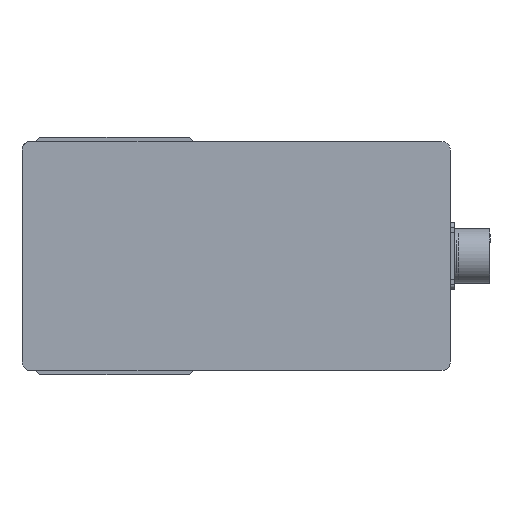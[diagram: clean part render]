
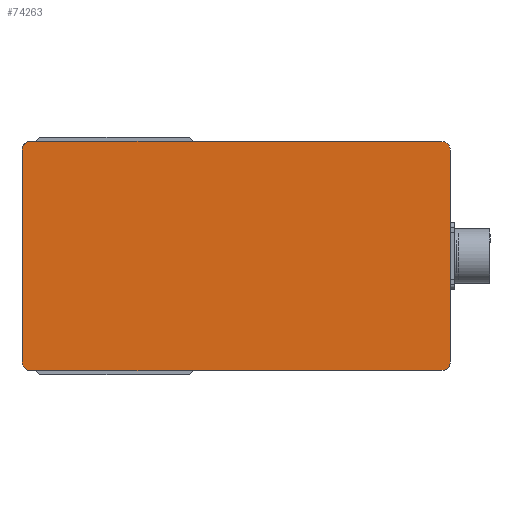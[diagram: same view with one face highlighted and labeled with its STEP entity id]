
A CAD part, front view. The second image highlights one B-rep face of the part: STEP entity #74263.
In plain terms, the highlighted face is planar.
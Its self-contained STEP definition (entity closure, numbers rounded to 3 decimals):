
#1855 = CARTESIAN_POINT ( 'NONE',  ( -65.001, -47.5, -141. ) ) ;
#4402 = CARTESIAN_POINT ( 'NONE',  ( -60., 185.5, -141. ) ) ;
#7129 = CARTESIAN_POINT ( 'NONE',  ( -65.001, -47.5, -141. ) ) ;
#8240 = DIRECTION ( 'NONE',  ( 0., 0., -1. ) ) ;
#8572 = ORIENTED_EDGE ( 'NONE', *, *, #53244, .T. ) ;
#9341 = ORIENTED_EDGE ( 'NONE', *, *, #76275, .T. ) ;
#9395 = ORIENTED_EDGE ( 'NONE', *, *, #63045, .T. ) ;
#10768 = VECTOR ( 'NONE', #50366, 1000. ) ;
#11200 = CARTESIAN_POINT ( 'NONE',  ( 60., -47.5, -141. ) ) ;
#12911 = AXIS2_PLACEMENT_3D ( 'NONE', #22652, #66260, #27866 ) ;
#13177 = CIRCLE ( 'NONE', #20945, 5.001 ) ;
#13463 = CARTESIAN_POINT ( 'NONE',  ( 60., -47.5, -141. ) ) ;
#14035 = LINE ( 'NONE', #75345, #33422 ) ;
#14050 = EDGE_CURVE ( 'NONE', #29177, #14386, #17413, .T. ) ;
#14386 = VERTEX_POINT ( 'NONE', #32043 ) ;
#17204 = EDGE_LOOP ( 'NONE', ( #48748, #67811, #74911, #9341, #46629, #8572, #38075, #9395 ) ) ;
#17413 = CIRCLE ( 'NONE', #49330, 5.001 ) ;
#19213 = DIRECTION ( 'NONE',  ( 1., 0., 0. ) ) ;
#20660 = CARTESIAN_POINT ( 'NONE',  ( 65.001, -47.5, -141. ) ) ;
#20945 = AXIS2_PLACEMENT_3D ( 'NONE', #58083, #63713, #75370 ) ;
#22652 = CARTESIAN_POINT ( 'NONE',  ( 60., 185.5, -141. ) ) ;
#24683 = CARTESIAN_POINT ( 'NONE',  ( -60., -52.501, -141. ) ) ;
#25578 = VECTOR ( 'NONE', #19213, 1000. ) ;
#25717 = CARTESIAN_POINT ( 'NONE',  ( 65.001, 185.5, -141. ) ) ;
#25745 = CIRCLE ( 'NONE', #12911, 5.001 ) ;
#26850 = CIRCLE ( 'NONE', #33270, 5.001 ) ;
#27213 = CARTESIAN_POINT ( 'NONE',  ( -60., 190.501, -141. ) ) ;
#27866 = DIRECTION ( 'NONE',  ( -1., 0., 0. ) ) ;
#29177 = VERTEX_POINT ( 'NONE', #47979 ) ;
#31909 = CARTESIAN_POINT ( 'NONE',  ( 60., 190.501, -141. ) ) ;
#32043 = CARTESIAN_POINT ( 'NONE',  ( -60., 190.501, -141. ) ) ;
#33270 = AXIS2_PLACEMENT_3D ( 'NONE', #11200, #52086, #58080 ) ;
#33422 = VECTOR ( 'NONE', #55707, 1000. ) ;
#33948 = VERTEX_POINT ( 'NONE', #20660 ) ;
#37769 = VECTOR ( 'NONE', #48546, 1000. ) ;
#37986 = LINE ( 'NONE', #7129, #10768 ) ;
#38021 = LINE ( 'NONE', #27213, #25578 ) ;
#38075 = ORIENTED_EDGE ( 'NONE', *, *, #57274, .T. ) ;
#38670 = CARTESIAN_POINT ( 'NONE',  ( 65.001, 185.5, -141. ) ) ;
#38696 = FACE_OUTER_BOUND ( 'NONE', #17204, .T. ) ;
#46401 = VERTEX_POINT ( 'NONE', #24683 ) ;
#46519 = DIRECTION ( 'NONE',  ( 0., 0., -1. ) ) ;
#46629 = ORIENTED_EDGE ( 'NONE', *, *, #14050, .T. ) ;
#47411 = VERTEX_POINT ( 'NONE', #38670 ) ;
#47979 = CARTESIAN_POINT ( 'NONE',  ( -65.001, 185.5, -141. ) ) ;
#48546 = DIRECTION ( 'NONE',  ( 0., -1., 0. ) ) ;
#48748 = ORIENTED_EDGE ( 'NONE', *, *, #73738, .T. ) ;
#49330 = AXIS2_PLACEMENT_3D ( 'NONE', #4402, #46519, #53693 ) ;
#49962 = VERTEX_POINT ( 'NONE', #1855 ) ;
#50366 = DIRECTION ( 'NONE',  ( 0., 1., 0. ) ) ;
#51812 = VERTEX_POINT ( 'NONE', #65356 ) ;
#52086 = DIRECTION ( 'NONE',  ( 0., 0., -1. ) ) ;
#53244 = EDGE_CURVE ( 'NONE', #14386, #77831, #38021, .T. ) ;
#53693 = DIRECTION ( 'NONE',  ( -1., 0., 0. ) ) ;
#55707 = DIRECTION ( 'NONE',  ( -1., 0., 0. ) ) ;
#56836 = EDGE_CURVE ( 'NONE', #51812, #46401, #14035, .T. ) ;
#57274 = EDGE_CURVE ( 'NONE', #77831, #47411, #25745, .T. ) ;
#58080 = DIRECTION ( 'NONE',  ( -1., 0., 0. ) ) ;
#58083 = CARTESIAN_POINT ( 'NONE',  ( -60., -47.5, -141. ) ) ;
#60156 = EDGE_CURVE ( 'NONE', #46401, #49962, #13177, .T. ) ;
#63045 = EDGE_CURVE ( 'NONE', #47411, #33948, #68531, .T. ) ;
#63527 = PLANE ( 'NONE',  #75523 ) ;
#63713 = DIRECTION ( 'NONE',  ( 0., 0., -1. ) ) ;
#65356 = CARTESIAN_POINT ( 'NONE',  ( 60., -52.501, -141. ) ) ;
#66260 = DIRECTION ( 'NONE',  ( 0., 0., -1. ) ) ;
#67811 = ORIENTED_EDGE ( 'NONE', *, *, #56836, .T. ) ;
#68531 = LINE ( 'NONE', #25717, #37769 ) ;
#73738 = EDGE_CURVE ( 'NONE', #33948, #51812, #26850, .T. ) ;
#74263 = ADVANCED_FACE ( 'NONE', ( #38696 ), #63527, .T. ) ;
#74911 = ORIENTED_EDGE ( 'NONE', *, *, #60156, .T. ) ;
#75345 = CARTESIAN_POINT ( 'NONE',  ( 60., -52.501, -141. ) ) ;
#75370 = DIRECTION ( 'NONE',  ( -1., 0., 0. ) ) ;
#75523 = AXIS2_PLACEMENT_3D ( 'NONE', #13463, #8240, #75577 ) ;
#75577 = DIRECTION ( 'NONE',  ( -1., 0., 0. ) ) ;
#76275 = EDGE_CURVE ( 'NONE', #49962, #29177, #37986, .T. ) ;
#77831 = VERTEX_POINT ( 'NONE', #31909 ) ;
